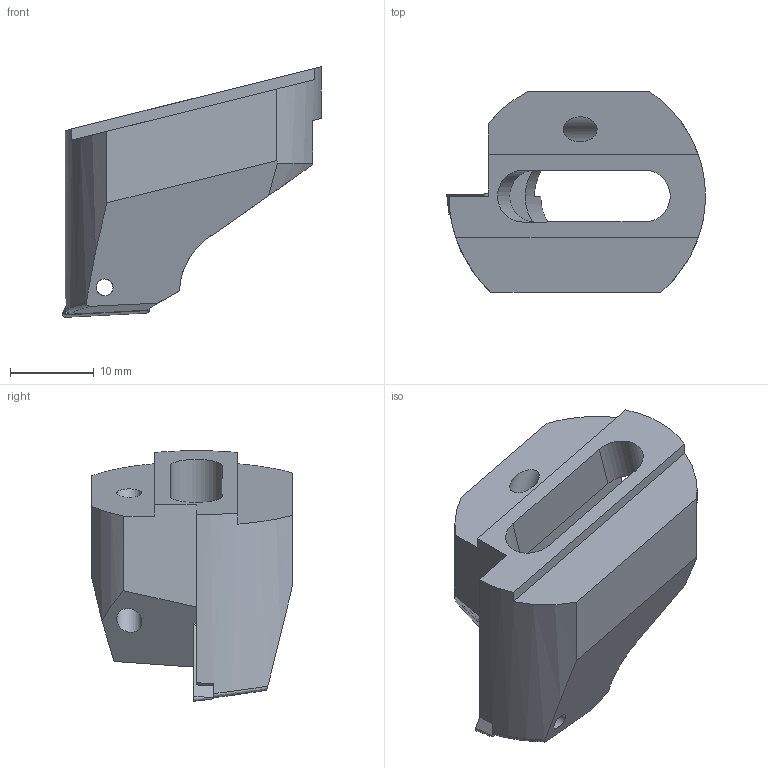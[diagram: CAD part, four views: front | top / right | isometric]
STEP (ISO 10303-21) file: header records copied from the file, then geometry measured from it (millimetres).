
FILE_DESCRIPTION((''),'1');
FILE_NAME('EB32AJ.stp','2022-09-27T08:07:14',(''),(''),'Spatial Interop R21 SP3','Kubotek KeyCreator 2011 V10.0.2 (22737)',' ');
FILE_SCHEMA(('automotive_design'));
Length unit declared in the file: millimetre
Products named in the file (2): 241[3]; STEPLayer 1[1]
Bounding box: 31 x 24 x 30 mm (x, y, z)
Volume: 6396.6 mm3; surface area: 3826.2 mm2
Topology: 2 solids, 2 shells, 53 faces, 154 edges, 105 vertices
Faces by surface type: plane 35, cylinder 11, cone 6, bspline 1
Full cylindrical faces by diameter (mm): 2.013 x1, 3 x1
Entity records: 3198 total; most frequent: CARTESIAN_POINT 441, ORIENTED_EDGE 298, PRESENTATION_STYLE_ASSIGNMENT 259, COLOUR_RGB 259, DIRECTION 243, STYLED_ITEM 204, CURVE_STYLE 204, DRAUGHTING_PRE_DEFINED_CURVE_FONT 204
